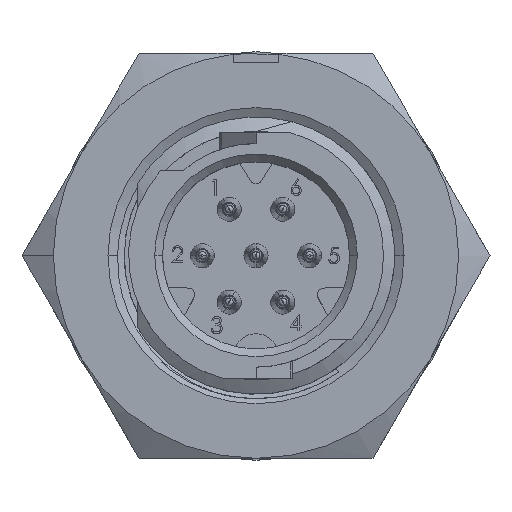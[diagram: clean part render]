
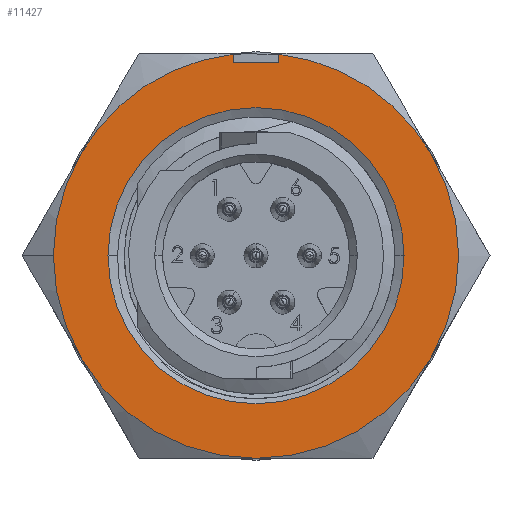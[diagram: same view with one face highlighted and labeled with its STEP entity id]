
A CAD part, top view. The second image highlights one B-rep face of the part: STEP entity #11427.
In plain terms, the highlighted planar face has unit normal (0, 0, 1).
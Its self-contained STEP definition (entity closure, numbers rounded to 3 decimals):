
#257 = AXIS2_PLACEMENT_3D ( 'NONE', #25065, #26599, #20528 ) ;
#868 = DIRECTION ( 'NONE',  ( 1., 0., 0. ) ) ;
#956 = CARTESIAN_POINT ( 'NONE',  ( 0.889, -7.824, 10.236 ) ) ;
#1945 = CIRCLE ( 'NONE', #24908, 7.874 ) ;
#1962 = VERTEX_POINT ( 'NONE', #2325 ) ;
#2325 = CARTESIAN_POINT ( 'NONE',  ( 7.874, 0., 10.236 ) ) ;
#2437 = CARTESIAN_POINT ( 'NONE',  ( 6.819, -3.937, 10.236 ) ) ;
#2457 = CIRCLE ( 'NONE', #257, 7.874 ) ;
#2667 = ORIENTED_EDGE ( 'NONE', *, *, #24636, .F. ) ;
#2847 = ORIENTED_EDGE ( 'NONE', *, *, #22874, .F. ) ;
#2873 = DIRECTION ( 'NONE',  ( 0., 0., -1. ) ) ;
#2905 = DIRECTION ( 'NONE',  ( 1., 0., 0. ) ) ;
#3204 = CARTESIAN_POINT ( 'NONE',  ( 0., 0., 10.236 ) ) ;
#3795 = CIRCLE ( 'NONE', #18833, 7.874 ) ;
#4507 = VERTEX_POINT ( 'NONE', #18871 ) ;
#4696 = DIRECTION ( 'NONE',  ( 1., 0., 0. ) ) ;
#4958 = CARTESIAN_POINT ( 'NONE',  ( 0., 0., 10.236 ) ) ;
#5507 = EDGE_CURVE ( 'NONE', #13266, #1962, #3795, .T. ) ;
#5555 = CARTESIAN_POINT ( 'NONE',  ( 6.819, 3.937, 10.236 ) ) ;
#5860 = CARTESIAN_POINT ( 'NONE',  ( 0., 0., 10.236 ) ) ;
#5875 = DIRECTION ( 'NONE',  ( 0., -1., 0. ) ) ;
#6067 = CARTESIAN_POINT ( 'NONE',  ( 0.889, -7.493, 10.236 ) ) ;
#6152 = EDGE_CURVE ( 'NONE', #26779, #23799, #1945, .T. ) ;
#6500 = LINE ( 'NONE', #8443, #21933 ) ;
#6578 = LINE ( 'NONE', #23091, #22930 ) ;
#6810 = EDGE_CURVE ( 'NONE', #24730, #15442, #6946, .T. ) ;
#6896 = ORIENTED_EDGE ( 'NONE', *, *, #15264, .F. ) ;
#6946 = CIRCLE ( 'NONE', #24681, 5.753 ) ;
#7588 = CARTESIAN_POINT ( 'NONE',  ( -5.753, 0., 10.236 ) ) ;
#8037 = EDGE_CURVE ( 'NONE', #17357, #9657, #6578, .T. ) ;
#8140 = CIRCLE ( 'NONE', #8583, 7.874 ) ;
#8443 = CARTESIAN_POINT ( 'NONE',  ( 0.889, -7.493, 10.236 ) ) ;
#8574 = DIRECTION ( 'NONE',  ( 1., 0., 0. ) ) ;
#8583 = AXIS2_PLACEMENT_3D ( 'NONE', #10880, #2873, #11311 ) ;
#8680 = FACE_OUTER_BOUND ( 'NONE', #9422, .T. ) ;
#8792 = DIRECTION ( 'NONE',  ( 0., 1., 0. ) ) ;
#8980 = DIRECTION ( 'NONE',  ( 0., 0., -1. ) ) ;
#8981 = DIRECTION ( 'NONE',  ( 0., 0., -1. ) ) ;
#9236 = CARTESIAN_POINT ( 'NONE',  ( -0.889, -7.824, 10.236 ) ) ;
#9422 = EDGE_LOOP ( 'NONE', ( #23311, #2847, #13022, #26696, #19868, #2667, #15872, #10234, #13618, #6896 ) ) ;
#9536 = CIRCLE ( 'NONE', #24584, 7.874 ) ;
#9657 = VERTEX_POINT ( 'NONE', #6067 ) ;
#9906 = CARTESIAN_POINT ( 'NONE',  ( 0., 7.874, 10.236 ) ) ;
#9987 = CIRCLE ( 'NONE', #22373, 5.753 ) ;
#10234 = ORIENTED_EDGE ( 'NONE', *, *, #21685, .F. ) ;
#10353 = ORIENTED_EDGE ( 'NONE', *, *, #15298, .T. ) ;
#10664 = CARTESIAN_POINT ( 'NONE',  ( 0., 0., 10.236 ) ) ;
#10771 = PLANE ( 'NONE',  #25120 ) ;
#10880 = CARTESIAN_POINT ( 'NONE',  ( 0., 0., 10.236 ) ) ;
#10907 = CARTESIAN_POINT ( 'NONE',  ( -0.889, -7.493, 10.236 ) ) ;
#11200 = VECTOR ( 'NONE', #5875, 1000. ) ;
#11311 = DIRECTION ( 'NONE',  ( 1., 0., 0. ) ) ;
#11375 = VERTEX_POINT ( 'NONE', #10907 ) ;
#11427 = ADVANCED_FACE ( 'NONE', ( #21853, #8680 ), #10771, .F. ) ;
#11665 = VERTEX_POINT ( 'NONE', #9236 ) ;
#12174 = DIRECTION ( 'NONE',  ( 0., 0., -1. ) ) ;
#12275 = EDGE_CURVE ( 'NONE', #22608, #17357, #8140, .T. ) ;
#13022 = ORIENTED_EDGE ( 'NONE', *, *, #15297, .F. ) ;
#13266 = VERTEX_POINT ( 'NONE', #5555 ) ;
#13618 = ORIENTED_EDGE ( 'NONE', *, *, #6152, .F. ) ;
#14109 = ORIENTED_EDGE ( 'NONE', *, *, #6810, .T. ) ;
#14318 = DIRECTION ( 'NONE',  ( 1., 0., 0. ) ) ;
#14336 = LINE ( 'NONE', #18502, #11200 ) ;
#14644 = AXIS2_PLACEMENT_3D ( 'NONE', #5860, #20690, #14318 ) ;
#14668 = EDGE_CURVE ( 'NONE', #11665, #4507, #2457, .T. ) ;
#15264 = EDGE_CURVE ( 'NONE', #4507, #26779, #9536, .T. ) ;
#15297 = EDGE_CURVE ( 'NONE', #9657, #11375, #6500, .T. ) ;
#15298 = EDGE_CURVE ( 'NONE', #15442, #24730, #9987, .T. ) ;
#15442 = VERTEX_POINT ( 'NONE', #7588 ) ;
#15872 = ORIENTED_EDGE ( 'NONE', *, *, #5507, .F. ) ;
#17152 = CARTESIAN_POINT ( 'NONE',  ( 0., 15.748, 10.236 ) ) ;
#17357 = VERTEX_POINT ( 'NONE', #956 ) ;
#18502 = CARTESIAN_POINT ( 'NONE',  ( -0.889, -8.938, 10.236 ) ) ;
#18833 = AXIS2_PLACEMENT_3D ( 'NONE', #3204, #19537, #868 ) ;
#18871 = CARTESIAN_POINT ( 'NONE',  ( -6.819, -3.937, 10.236 ) ) ;
#19131 = DIRECTION ( 'NONE',  ( 1., 0., 0. ) ) ;
#19537 = DIRECTION ( 'NONE',  ( 0., 0., -1. ) ) ;
#19868 = ORIENTED_EDGE ( 'NONE', *, *, #12275, .F. ) ;
#20528 = DIRECTION ( 'NONE',  ( 1., 0., 0. ) ) ;
#20618 = DIRECTION ( 'NONE',  ( 1., 0., 0. ) ) ;
#20690 = DIRECTION ( 'NONE',  ( 0., 0., -1. ) ) ;
#20963 = CARTESIAN_POINT ( 'NONE',  ( 5.753, 0., 10.236 ) ) ;
#21075 = CARTESIAN_POINT ( 'NONE',  ( 0., 0., 10.236 ) ) ;
#21331 = DIRECTION ( 'NONE',  ( -1., 0., 0. ) ) ;
#21685 = EDGE_CURVE ( 'NONE', #23799, #13266, #23990, .T. ) ;
#21714 = DIRECTION ( 'NONE',  ( 0., 0., -1. ) ) ;
#21853 = FACE_BOUND ( 'NONE', #24986, .T. ) ;
#21933 = VECTOR ( 'NONE', #21331, 1000. ) ;
#22218 = AXIS2_PLACEMENT_3D ( 'NONE', #23804, #8981, #4696 ) ;
#22373 = AXIS2_PLACEMENT_3D ( 'NONE', #21075, #25726, #8574 ) ;
#22608 = VERTEX_POINT ( 'NONE', #2437 ) ;
#22874 = EDGE_CURVE ( 'NONE', #11375, #11665, #14336, .T. ) ;
#22930 = VECTOR ( 'NONE', #8792, 1000. ) ;
#23091 = CARTESIAN_POINT ( 'NONE',  ( 0.889, -8.938, 10.236 ) ) ;
#23311 = ORIENTED_EDGE ( 'NONE', *, *, #14668, .F. ) ;
#23491 = DIRECTION ( 'NONE',  ( 0., -1., 0. ) ) ;
#23799 = VERTEX_POINT ( 'NONE', #9906 ) ;
#23804 = CARTESIAN_POINT ( 'NONE',  ( 0., 0., 10.236 ) ) ;
#23990 = CIRCLE ( 'NONE', #22218, 7.874 ) ;
#24584 = AXIS2_PLACEMENT_3D ( 'NONE', #10664, #8980, #19131 ) ;
#24636 = EDGE_CURVE ( 'NONE', #1962, #22608, #26118, .T. ) ;
#24681 = AXIS2_PLACEMENT_3D ( 'NONE', #4958, #21714, #2905 ) ;
#24730 = VERTEX_POINT ( 'NONE', #20963 ) ;
#24887 = CARTESIAN_POINT ( 'NONE',  ( 0., 0., 10.236 ) ) ;
#24908 = AXIS2_PLACEMENT_3D ( 'NONE', #24887, #12174, #20618 ) ;
#24986 = EDGE_LOOP ( 'NONE', ( #10353, #14109 ) ) ;
#25065 = CARTESIAN_POINT ( 'NONE',  ( 0., 0., 10.236 ) ) ;
#25120 = AXIS2_PLACEMENT_3D ( 'NONE', #17152, #25838, #23491 ) ;
#25726 = DIRECTION ( 'NONE',  ( 0., 0., -1. ) ) ;
#25838 = DIRECTION ( 'NONE',  ( 0., 0., -1. ) ) ;
#26118 = CIRCLE ( 'NONE', #14644, 7.874 ) ;
#26150 = CARTESIAN_POINT ( 'NONE',  ( -6.819, 3.937, 10.236 ) ) ;
#26599 = DIRECTION ( 'NONE',  ( 0., 0., -1. ) ) ;
#26696 = ORIENTED_EDGE ( 'NONE', *, *, #8037, .F. ) ;
#26779 = VERTEX_POINT ( 'NONE', #26150 ) ;
